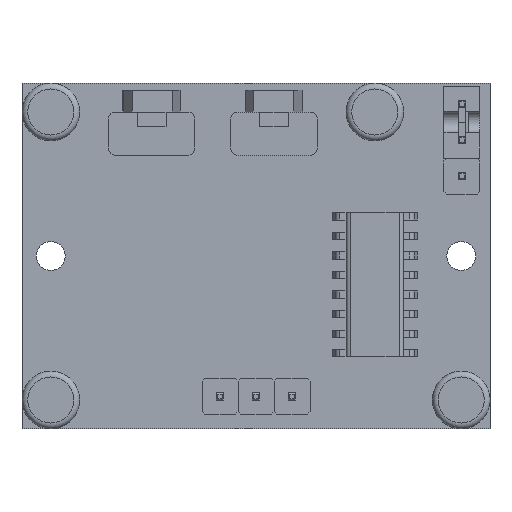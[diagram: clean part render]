
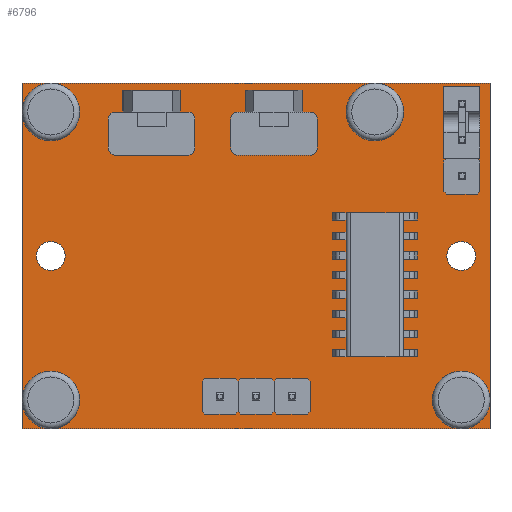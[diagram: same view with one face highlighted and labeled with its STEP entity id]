
A CAD part, front view. The second image highlights one B-rep face of the part: STEP entity #6796.
In plain terms, the highlighted planar face has unit normal (0, -1, 0).
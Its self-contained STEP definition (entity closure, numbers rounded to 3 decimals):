
#21=FACE_BOUND('',#625,.T.);
#22=FACE_BOUND('',#626,.T.);
#205=FACE_OUTER_BOUND('',#624,.T.);
#624=EDGE_LOOP('',(#4540,#4541,#4542,#4543));
#625=EDGE_LOOP('',(#4544));
#626=EDGE_LOOP('',(#4545));
#1065=LINE('',#9856,#1904);
#1068=LINE('',#9862,#1907);
#1071=LINE('',#9868,#1910);
#1074=LINE('',#9872,#1913);
#1904=VECTOR('',#7872,10.);
#1907=VECTOR('',#7877,10.);
#1910=VECTOR('',#7882,10.);
#1913=VECTOR('',#7887,10.);
#2726=CIRCLE('',#7269,1.);
#2728=CIRCLE('',#7272,1.);
#2871=VERTEX_POINT('',#9838);
#2873=VERTEX_POINT('',#9844);
#2877=VERTEX_POINT('',#9853);
#2878=VERTEX_POINT('',#9855);
#2880=VERTEX_POINT('',#9861);
#2882=VERTEX_POINT('',#9867);
#3520=EDGE_CURVE('',#2871,#2871,#2726,.T.);
#3523=EDGE_CURVE('',#2873,#2873,#2728,.T.);
#3528=EDGE_CURVE('',#2878,#2877,#1065,.T.);
#3531=EDGE_CURVE('',#2880,#2878,#1068,.T.);
#3534=EDGE_CURVE('',#2882,#2880,#1071,.T.);
#3537=EDGE_CURVE('',#2877,#2882,#1074,.T.);
#4540=ORIENTED_EDGE('',*,*,#3537,.T.);
#4541=ORIENTED_EDGE('',*,*,#3534,.T.);
#4542=ORIENTED_EDGE('',*,*,#3531,.T.);
#4543=ORIENTED_EDGE('',*,*,#3528,.T.);
#4544=ORIENTED_EDGE('',*,*,#3523,.T.);
#4545=ORIENTED_EDGE('',*,*,#3520,.T.);
#6437=PLANE('',#7278);
#6796=ADVANCED_FACE('',(#205,#21,#22),#6437,.T.);
#7269=AXIS2_PLACEMENT_3D('',#9839,#7856,#7857);
#7272=AXIS2_PLACEMENT_3D('',#9845,#7863,#7864);
#7278=AXIS2_PLACEMENT_3D('',#9873,#7888,#7889);
#7856=DIRECTION('center_axis',(0.,1.,0.));
#7857=DIRECTION('ref_axis',(1.,0.,0.));
#7863=DIRECTION('center_axis',(0.,1.,0.));
#7864=DIRECTION('ref_axis',(1.,0.,0.));
#7872=DIRECTION('',(0.,0.,1.));
#7877=DIRECTION('',(1.,0.,0.));
#7882=DIRECTION('',(0.,0.,-1.));
#7887=DIRECTION('',(-1.,0.,0.));
#7888=DIRECTION('center_axis',(0.,-1.,0.));
#7889=DIRECTION('ref_axis',(1.,0.,0.));
#9838=CARTESIAN_POINT('',(-15.25,-5.,0.));
#9839=CARTESIAN_POINT('Origin',(-14.25,-5.,0.));
#9844=CARTESIAN_POINT('',(13.25,-5.,0.));
#9845=CARTESIAN_POINT('Origin',(14.25,-5.,0.));
#9853=CARTESIAN_POINT('',(16.25,-5.,12.));
#9855=CARTESIAN_POINT('',(16.25,-5.,-12.));
#9856=CARTESIAN_POINT('',(16.25,-5.,12.));
#9861=CARTESIAN_POINT('',(-16.25,-5.,-12.));
#9862=CARTESIAN_POINT('',(16.25,-5.,-12.));
#9867=CARTESIAN_POINT('',(-16.25,-5.,12.));
#9868=CARTESIAN_POINT('',(-16.25,-5.,-12.));
#9872=CARTESIAN_POINT('',(-16.25,-5.,12.));
#9873=CARTESIAN_POINT('Origin',(0.,-5.,0.));
